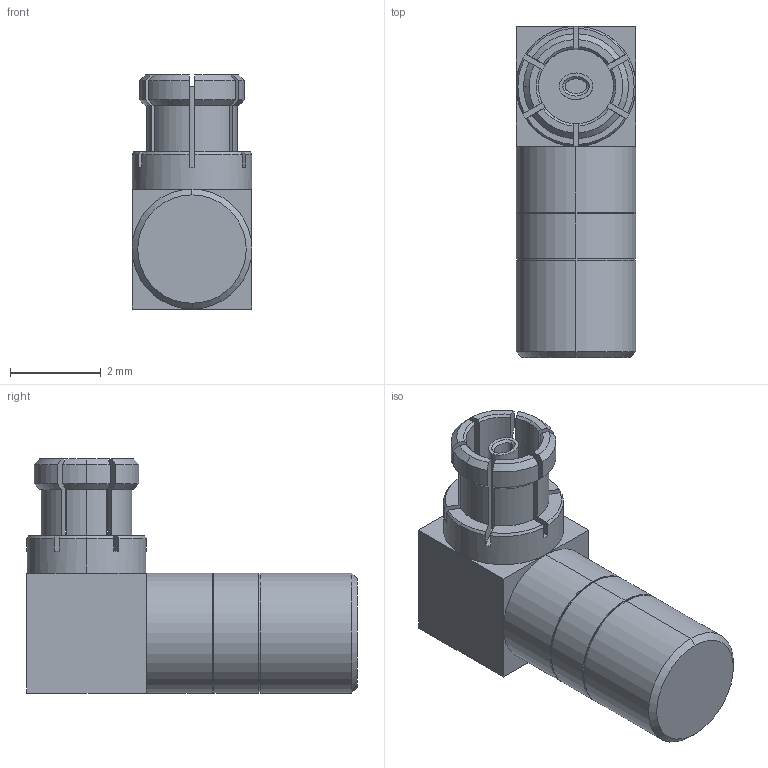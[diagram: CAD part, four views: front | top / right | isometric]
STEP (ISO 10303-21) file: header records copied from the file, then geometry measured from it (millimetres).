
FILE_DESCRIPTION (( 'STEP AP203' ), '1' );
FILE_NAME ('ST1251.step', '2019-05-08T17:29:02', ( '' ), ( '' ), 'SwSTEP 2.0', 'SolidWorks 2018', '' );
FILE_SCHEMA (( 'CONFIG_CONTROL_DESIGN' ));
Length unit declared in the file: inch
Products named in the file (1): ST1251
Bounding box: 2.64 x 7.29 x 5.16 mm (x, y, z)
Volume: 49.3 mm3; surface area: 121.4 mm2
Topology: 1 solids, 1 shells, 120 faces, 316 edges, 204 vertices
Faces by surface type: plane 56, cone 30, cylinder 28, bspline 6
Entity records: 4803 total; most frequent: CARTESIAN_POINT 1794, ORIENTED_EDGE 632, DIRECTION 601, EDGE_CURVE 316, AXIS2_PLACEMENT_3D 230, VERTEX_POINT 204, VECTOR 141, LINE 141
